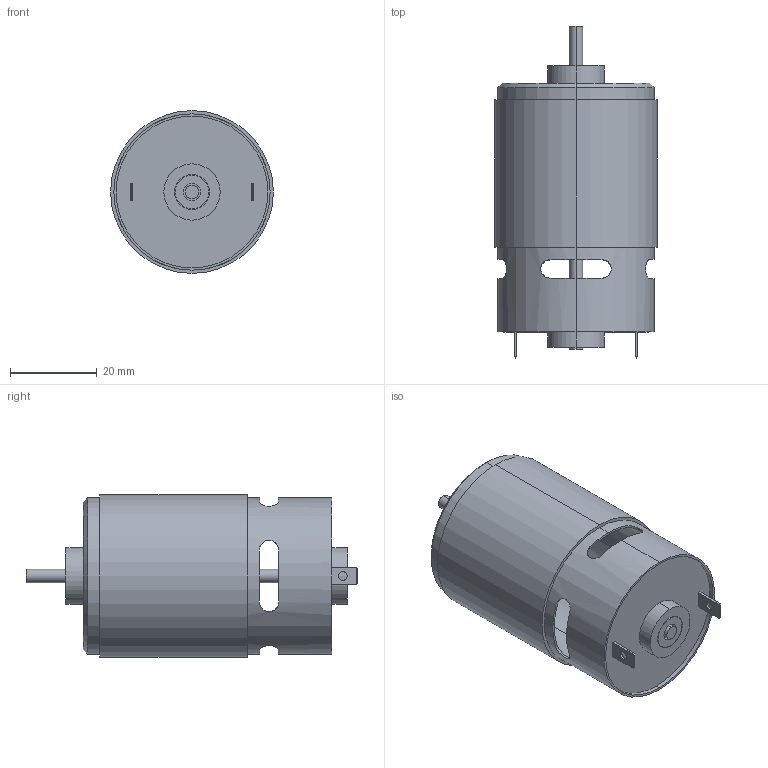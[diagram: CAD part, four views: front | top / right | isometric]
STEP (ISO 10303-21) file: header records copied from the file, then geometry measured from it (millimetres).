
FILE_DESCRIPTION (( 'STEP AP214' ), '1' );
FILE_NAME ('550.STEP', '2023-09-19T08:45:38', ( '微软用户' ), ( '微软中国' ), 'SwSTEP 2.0', 'SolidWorks 2014', '' );
FILE_SCHEMA (( 'AUTOMOTIVE_DESIGN' ));
Length unit declared in the file: millimetre
Products named in the file (1): 550
Bounding box: 37.5 x 76.5 x 37.5 mm (x, y, z)
Volume: 10846.2 mm3; surface area: 17936.1 mm2
Topology: 4 solids, 4 shells, 117 faces, 288 edges, 188 vertices
Faces by surface type: cylinder 70, plane 43, cone 4
Entity records: 4141 total; most frequent: CARTESIAN_POINT 1098, DIRECTION 644, ORIENTED_EDGE 576, EDGE_CURVE 288, AXIS2_PLACEMENT_3D 262, VERTEX_POINT 188, EDGE_LOOP 150, CIRCLE 144
